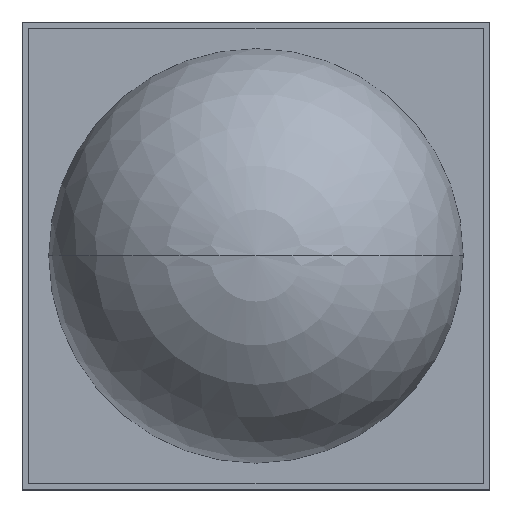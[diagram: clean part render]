
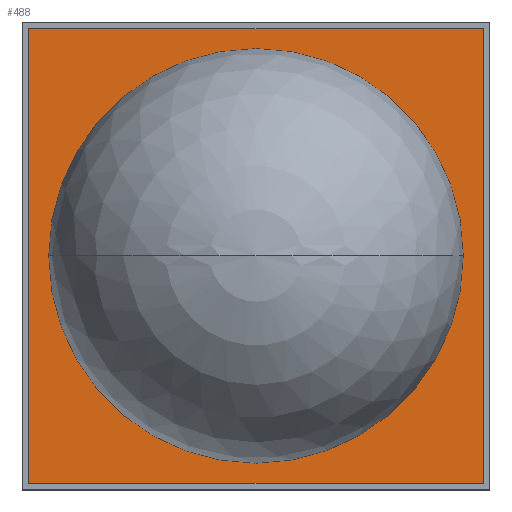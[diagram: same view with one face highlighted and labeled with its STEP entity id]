
A CAD part, top view. The second image highlights one B-rep face of the part: STEP entity #488.
In plain terms, the highlighted planar face has unit normal (0, 0, 1).
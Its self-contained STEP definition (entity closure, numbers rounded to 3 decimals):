
#117=DIRECTION('',(0.,-1.,0.));
#118=VECTOR('',#117,3.4);
#119=CARTESIAN_POINT('',(-1.7,1.7,0.69));
#120=LINE('',#119,#118);
#121=DIRECTION('',(-1.,0.,0.));
#122=VECTOR('',#121,3.4);
#123=CARTESIAN_POINT('',(1.7,1.7,0.69));
#124=LINE('',#123,#122);
#125=DIRECTION('',(0.,1.,0.));
#126=VECTOR('',#125,3.4);
#127=CARTESIAN_POINT('',(1.7,-1.7,0.69));
#128=LINE('',#127,#126);
#129=DIRECTION('',(1.,0.,0.));
#130=VECTOR('',#129,3.4);
#131=CARTESIAN_POINT('',(-1.7,-1.7,0.69));
#132=LINE('',#131,#130);
#133=CARTESIAN_POINT('',(0.,0.,0.69));
#134=DIRECTION('',(0.,0.,1.));
#135=DIRECTION('',(-1.,0.,0.));
#136=AXIS2_PLACEMENT_3D('',#133,#134,#135);
#138=CARTESIAN_POINT('',(0.,0.,0.69));
#139=DIRECTION('',(0.,0.,1.));
#140=DIRECTION('',(1.,0.,0.));
#141=AXIS2_PLACEMENT_3D('',#138,#139,#140);
#241=CARTESIAN_POINT('',(-1.7,1.7,0.69));
#242=CARTESIAN_POINT('',(-1.7,-1.7,0.69));
#243=VERTEX_POINT('',#241);
#244=VERTEX_POINT('',#242);
#245=CARTESIAN_POINT('',(1.7,-1.7,0.69));
#246=VERTEX_POINT('',#245);
#247=CARTESIAN_POINT('',(1.7,1.7,0.69));
#248=VERTEX_POINT('',#247);
#257=CARTESIAN_POINT('',(-1.55,0.,0.69));
#258=CARTESIAN_POINT('',(1.55,0.,0.69));
#259=VERTEX_POINT('',#257);
#260=VERTEX_POINT('',#258);
#471=CARTESIAN_POINT('',(0.,0.,0.69));
#472=DIRECTION('',(0.,0.,1.));
#473=DIRECTION('',(1.,0.,0.));
#474=AXIS2_PLACEMENT_3D('',#471,#472,#473);
#475=PLANE('',#474);
#476=ORIENTED_EDGE('',*,*,#423,.F.);
#477=ORIENTED_EDGE('',*,*,#438,.F.);
#478=ORIENTED_EDGE('',*,*,#452,.F.);
#479=ORIENTED_EDGE('',*,*,#465,.F.);
#480=EDGE_LOOP('',(#476,#477,#478,#479));
#481=FACE_OUTER_BOUND('',#480,.F.);
#483=ORIENTED_EDGE('',*,*,#482,.T.);
#485=ORIENTED_EDGE('',*,*,#484,.T.);
#486=EDGE_LOOP('',(#483,#485));
#487=FACE_BOUND('',#486,.F.);
#488=ADVANCED_FACE('',(#481,#487),#475,.T.);
#137=CIRCLE('',#136,1.55);
#142=CIRCLE('',#141,1.55);
#423=EDGE_CURVE('',#243,#244,#120,.T.);
#438=EDGE_CURVE('',#248,#243,#124,.T.);
#452=EDGE_CURVE('',#246,#248,#128,.T.);
#465=EDGE_CURVE('',#244,#246,#132,.T.);
#482=EDGE_CURVE('',#259,#260,#137,.T.);
#484=EDGE_CURVE('',#260,#259,#142,.T.);
